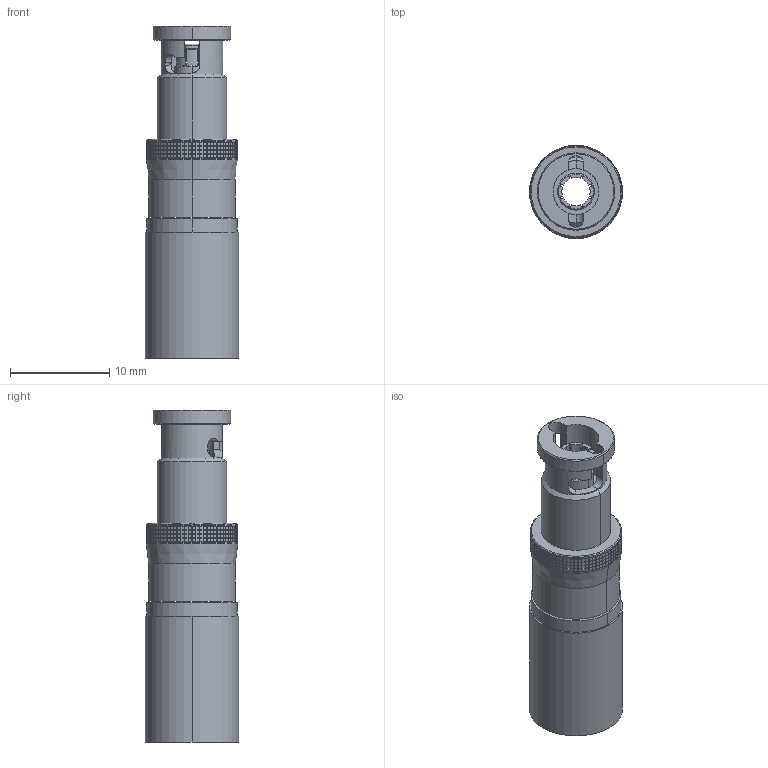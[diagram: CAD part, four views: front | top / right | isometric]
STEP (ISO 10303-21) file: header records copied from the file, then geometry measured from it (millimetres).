
FILE_DESCRIPTION (( 'STEP AP214' ), '1' );
FILE_NAME ('67-005-B66-FP.STEP', '2024-07-30T10:20:54', ( '' ), ( '' ), 'SwSTEP 2.0', 'SolidWorks 2023', '' );
FILE_SCHEMA (( 'AUTOMOTIVE_DESIGN' ));
Length unit declared in the file: millimetre
Products named in the file (1): 67-005-B66-FP
Bounding box: 9.4 x 9.4 x 33.52 mm (x, y, z)
Surface area: 1515.5 mm2 (no closed solid volume)
Topology: 0 solids, 7 shells, 1603 faces, 3513 edges, 1858 vertices
Faces by surface type: plane 636, cone 606, cylinder 361
Entity records: 43348 total; most frequent: CARTESIAN_POINT 10873, ORIENTED_EDGE 6725, DIRECTION 6583, EDGE_CURVE 3513, AXIS2_PLACEMENT_3D 2748, VERTEX_POINT 1858, EDGE_LOOP 1611, ADVANCED_FACE 1603
